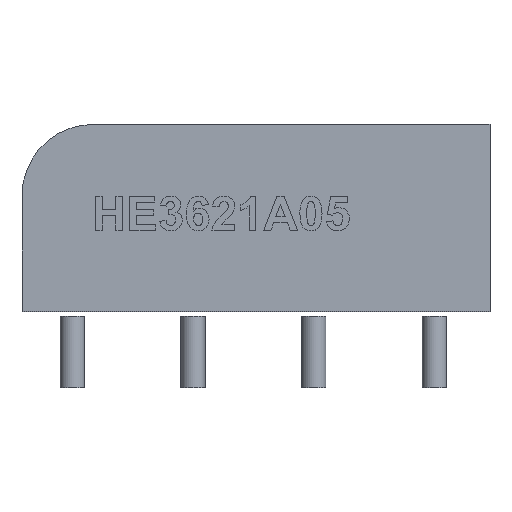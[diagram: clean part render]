
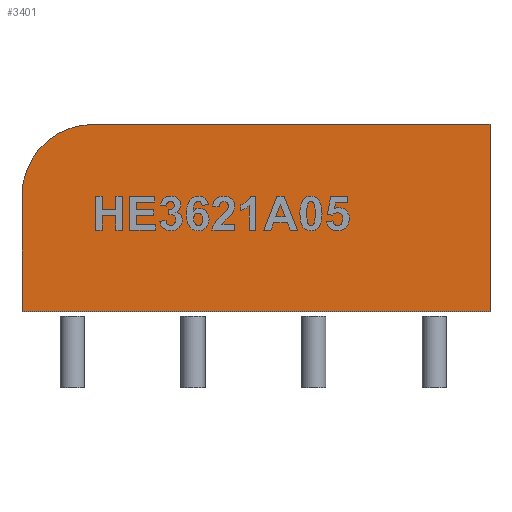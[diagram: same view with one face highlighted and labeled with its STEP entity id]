
A CAD part, top view. The second image highlights one B-rep face of the part: STEP entity #3401.
In plain terms, the highlighted planar face has unit normal (0, 0, 1).
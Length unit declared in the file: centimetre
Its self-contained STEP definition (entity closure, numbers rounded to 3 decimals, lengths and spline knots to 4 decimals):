
#519=FACE_OUTER_BOUND($,#746,.T.);
#532=CIRCLE($,#3528,0.3);
#746=EDGE_LOOP($,(#3113,#3114,#3115,#3116,#3117));
#1023=LINE($,#6755,#1305);
#1027=LINE($,#6764,#1309);
#1028=LINE($,#6766,#1310);
#1029=LINE($,#6767,#1311);
#1305=VECTOR($,#3998,0.487);
#1309=VECTOR($,#4006,1.97);
#1310=VECTOR($,#4007,0.787);
#1311=VECTOR($,#4008,1.67);
#1640=VERTEX_POINT($,#6745);
#1641=VERTEX_POINT($,#6747);
#1643=VERTEX_POINT($,#6753);
#1646=VERTEX_POINT($,#6763);
#1647=VERTEX_POINT($,#6765);
#2131=EDGE_CURVE($,#1640,#1641,#532,.T.);
#2135=EDGE_CURVE($,#1640,#1643,#1023,.T.);
#2139=EDGE_CURVE($,#1643,#1646,#1027,.T.);
#2140=EDGE_CURVE($,#1646,#1647,#1028,.T.);
#2141=EDGE_CURVE($,#1647,#1641,#1029,.T.);
#3113=ORIENTED_EDGE($,*,*,#2131,.F.);
#3114=ORIENTED_EDGE($,*,*,#2135,.T.);
#3115=ORIENTED_EDGE($,*,*,#2139,.T.);
#3116=ORIENTED_EDGE($,*,*,#2140,.T.);
#3117=ORIENTED_EDGE($,*,*,#2141,.T.);
#3210=PLANE($,#3531);
#3401=ADVANCED_FACE($,(#519),#3210,.T.);
#3528=AXIS2_PLACEMENT_3D($,#6748,#3991,#3992);
#3531=AXIS2_PLACEMENT_3D($,#6762,#4004,#4005);
#3991=DIRECTION('center_axis',(0.,0.,-1.));
#3992=DIRECTION('ref_axis',(-0.707,0.707,0.));
#3998=DIRECTION($,(0.,-1.,0.));
#4004=DIRECTION('center_axis',(0.,0.,1.));
#4005=DIRECTION('ref_axis',(1.,0.,0.));
#4006=DIRECTION($,(1.,0.,0.));
#4007=DIRECTION($,(0.,1.,0.));
#4008=DIRECTION($,(-1.,0.,0.));
#6745=CARTESIAN_POINT('',(-1.9587,0.5073,0.2984));
#6747=CARTESIAN_POINT('',(-1.6587,0.8073,0.2984));
#6748=CARTESIAN_POINT('Origin',(-1.6587,0.5073,0.2984));
#6753=CARTESIAN_POINT('',(-1.9587,0.0203,0.2984));
#6755=CARTESIAN_POINT($,(-1.9587,0.4138,0.2984));
#6762=CARTESIAN_POINT('Origin',(-0.9737,0.4138,0.2984));
#6763=CARTESIAN_POINT('',(0.0113,0.0203,0.2984));
#6764=CARTESIAN_POINT($,(-0.9737,0.0203,0.2984));
#6765=CARTESIAN_POINT('',(0.0113,0.8073,0.2984));
#6766=CARTESIAN_POINT($,(0.0113,0.4138,0.2984));
#6767=CARTESIAN_POINT($,(-0.9737,0.8073,0.2984));
